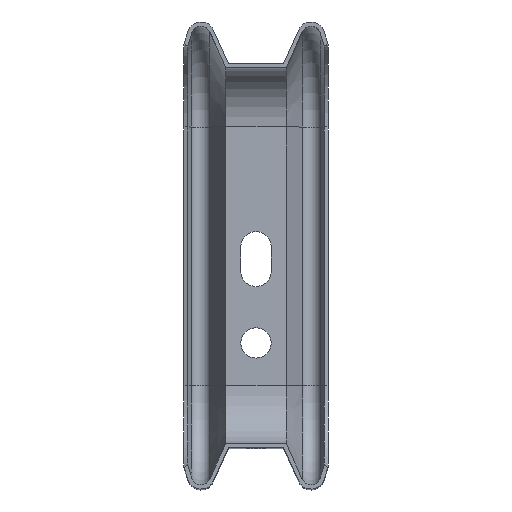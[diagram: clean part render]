
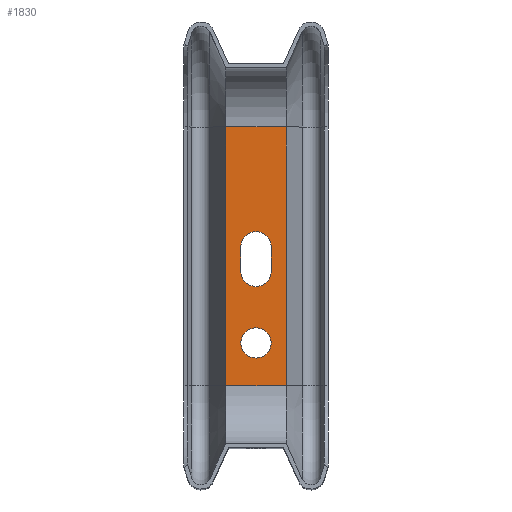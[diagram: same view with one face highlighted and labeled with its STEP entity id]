
A CAD part, top view. The second image highlights one B-rep face of the part: STEP entity #1830.
In plain terms, the highlighted planar face has unit normal (0, 0, 1).
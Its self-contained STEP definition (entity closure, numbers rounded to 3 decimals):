
#82=FACE_BOUND('',#308,.T.);
#83=FACE_BOUND('',#309,.T.);
#115=CIRCLE('',#1989,5.5);
#116=CIRCLE('',#1990,5.5);
#117=CIRCLE('',#1991,5.5);
#189=FACE_OUTER_BOUND('',#307,.T.);
#307=EDGE_LOOP('',(#1245,#1246,#1247,#1248));
#308=EDGE_LOOP('',(#1249,#1250,#1251,#1252));
#309=EDGE_LOOP('',(#1253));
#456=LINE('',#2850,#626);
#457=LINE('',#2855,#627);
#459=LINE('',#2861,#629);
#460=LINE('',#2862,#630);
#461=LINE('',#2867,#631);
#462=LINE('',#2870,#632);
#626=VECTOR('',#2270,10.);
#627=VECTOR('',#2275,21.5);
#629=VECTOR('',#2283,10.);
#630=VECTOR('',#2284,10.);
#631=VECTOR('',#2287,10.);
#632=VECTOR('',#2290,10.);
#807=VERTEX_POINT('',#2847);
#808=VERTEX_POINT('',#2849);
#809=VERTEX_POINT('',#2853);
#810=VERTEX_POINT('',#2854);
#812=VERTEX_POINT('',#2863);
#813=VERTEX_POINT('',#2864);
#814=VERTEX_POINT('',#2866);
#815=VERTEX_POINT('',#2868);
#816=VERTEX_POINT('',#2871);
#968=EDGE_CURVE('',#807,#808,#456,.T.);
#970=EDGE_CURVE('',#809,#810,#457,.T.);
#974=EDGE_CURVE('',#807,#809,#459,.T.);
#975=EDGE_CURVE('',#808,#810,#460,.T.);
#976=EDGE_CURVE('',#812,#813,#115,.T.);
#977=EDGE_CURVE('',#813,#814,#461,.T.);
#978=EDGE_CURVE('',#814,#815,#116,.T.);
#979=EDGE_CURVE('',#815,#812,#462,.T.);
#980=EDGE_CURVE('',#816,#816,#117,.T.);
#1245=ORIENTED_EDGE('',*,*,#968,.F.);
#1246=ORIENTED_EDGE('',*,*,#974,.T.);
#1247=ORIENTED_EDGE('',*,*,#970,.T.);
#1248=ORIENTED_EDGE('',*,*,#975,.F.);
#1249=ORIENTED_EDGE('',*,*,#976,.T.);
#1250=ORIENTED_EDGE('',*,*,#977,.T.);
#1251=ORIENTED_EDGE('',*,*,#978,.T.);
#1252=ORIENTED_EDGE('',*,*,#979,.T.);
#1253=ORIENTED_EDGE('',*,*,#980,.T.);
#1665=PLANE('',#1988);
#1830=ADVANCED_FACE('',(#189,#82,#83),#1665,.T.);
#1988=AXIS2_PLACEMENT_3D('',#2860,#2281,#2282);
#1989=AXIS2_PLACEMENT_3D('',#2865,#2285,#2286);
#1990=AXIS2_PLACEMENT_3D('',#2869,#2288,#2289);
#1991=AXIS2_PLACEMENT_3D('',#2872,#2291,#2292);
#2270=DIRECTION('',(1.,0.,0.));
#2275=DIRECTION('',(1.,0.,0.));
#2281=DIRECTION('center_axis',(0.,0.,1.));
#2282=DIRECTION('ref_axis',(1.,0.,0.));
#2283=DIRECTION('',(0.,-1.,0.));
#2284=DIRECTION('',(0.,-1.,0.));
#2285=DIRECTION('center_axis',(0.,0.,-1.));
#2286=DIRECTION('ref_axis',(1.,0.,0.));
#2287=DIRECTION('',(0.,1.,0.));
#2288=DIRECTION('center_axis',(0.,0.,-1.));
#2289=DIRECTION('ref_axis',(-1.,0.,0.));
#2290=DIRECTION('',(0.,-1.,0.));
#2291=DIRECTION('center_axis',(0.,0.,-1.));
#2292=DIRECTION('ref_axis',(-1.,0.,0.));
#2847=CARTESIAN_POINT('',(-10.97,117.019,-228.51));
#2849=CARTESIAN_POINT('',(10.97,117.019,-228.51));
#2850=CARTESIAN_POINT('',(0.,117.019,-228.51));
#2853=CARTESIAN_POINT('',(-10.97,23.,-228.51));
#2854=CARTESIAN_POINT('',(10.97,23.,-228.51));
#2855=CARTESIAN_POINT('',(-4.355,23.,-228.51));
#2860=CARTESIAN_POINT('Origin',(-8.71,23.,-228.51));
#2861=CARTESIAN_POINT('',(-10.97,23.,-228.51));
#2862=CARTESIAN_POINT('',(10.97,23.,-228.51));
#2863=CARTESIAN_POINT('',(5.5,64.5,-228.51));
#2864=CARTESIAN_POINT('',(-5.5,64.5,-228.51));
#2865=CARTESIAN_POINT('Origin',(0.,64.5,-228.51));
#2866=CARTESIAN_POINT('',(-5.5,73.5,-228.51));
#2867=CARTESIAN_POINT('',(-5.5,43.75,-228.51));
#2868=CARTESIAN_POINT('',(5.5,73.5,-228.51));
#2869=CARTESIAN_POINT('Origin',(0.,73.5,-228.51));
#2870=CARTESIAN_POINT('',(5.5,48.25,-228.51));
#2871=CARTESIAN_POINT('',(5.5,38.5,-228.51));
#2872=CARTESIAN_POINT('Origin',(0.,38.5,-228.51));
